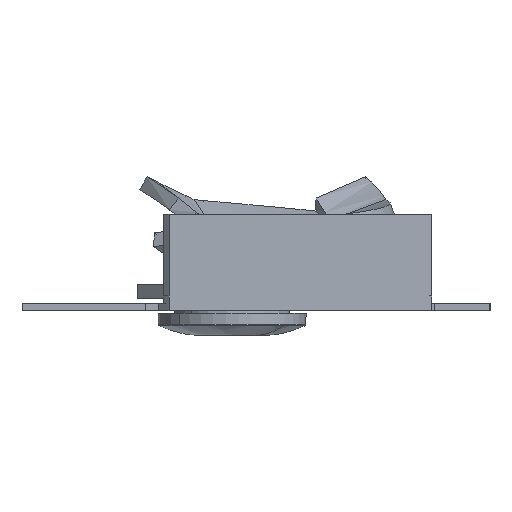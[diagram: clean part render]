
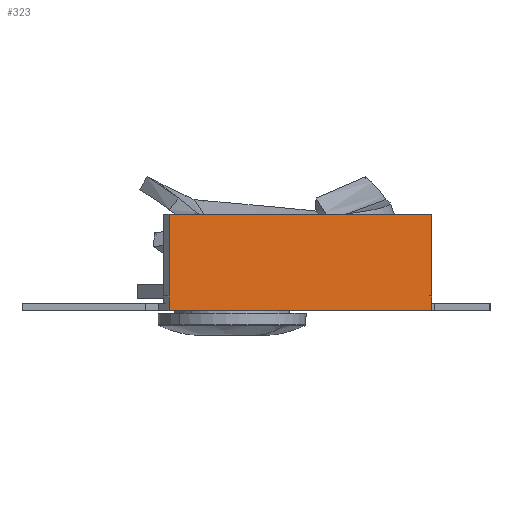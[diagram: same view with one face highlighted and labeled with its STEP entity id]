
A CAD part, left-side view. The second image highlights one B-rep face of the part: STEP entity #323.
In plain terms, the highlighted planar face has unit normal (-0.707, -0.707, 0).
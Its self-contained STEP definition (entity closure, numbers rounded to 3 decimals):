
#57 = VERTEX_POINT ( 'NONE', #2429 ) ;
#81 = DIRECTION ( 'NONE',  ( 0.707, -0.707, 0. ) ) ;
#217 = VERTEX_POINT ( 'NONE', #3698 ) ;
#323 = ADVANCED_FACE ( 'NONE', ( #469 ), #2509, .F. ) ;
#325 = CARTESIAN_POINT ( 'NONE',  ( -55.432, 7.854, -1. ) ) ;
#469 = FACE_OUTER_BOUND ( 'NONE', #3578, .T. ) ;
#566 = CARTESIAN_POINT ( 'NONE',  ( -55.432, 7.854, 1. ) ) ;
#639 = CARTESIAN_POINT ( 'NONE',  ( -55.432, 7.854, 12. ) ) ;
#664 = VERTEX_POINT ( 'NONE', #1450 ) ;
#904 = DIRECTION ( 'NONE',  ( 0.707, -0.707, 0. ) ) ;
#936 = CARTESIAN_POINT ( 'NONE',  ( -55.432, 7.854, 12. ) ) ;
#1137 = CARTESIAN_POINT ( 'NONE',  ( -90.787, 43.209, 12. ) ) ;
#1357 = LINE ( 'NONE', #2833, #2298 ) ;
#1450 = CARTESIAN_POINT ( 'NONE',  ( -90.787, 43.209, 12. ) ) ;
#1671 = VECTOR ( 'NONE', #2196, 1000. ) ;
#1691 = DIRECTION ( 'NONE',  ( 0., 0., -1. ) ) ;
#1741 = EDGE_CURVE ( 'NONE', #3934, #5141, #3531, .T. ) ;
#2022 = LINE ( 'NONE', #3189, #2228 ) ;
#2196 = DIRECTION ( 'NONE',  ( 0., 0., -1. ) ) ;
#2228 = VECTOR ( 'NONE', #3225, 1000. ) ;
#2298 = VECTOR ( 'NONE', #4508, 1000. ) ;
#2429 = CARTESIAN_POINT ( 'NONE',  ( -90.787, 43.209, -1. ) ) ;
#2430 = CARTESIAN_POINT ( 'NONE',  ( -69.36, 21.781, -1. ) ) ;
#2509 = PLANE ( 'NONE',  #2613 ) ;
#2613 = AXIS2_PLACEMENT_3D ( 'NONE', #3283, #4914, #904 ) ;
#2795 = DIRECTION ( 'NONE',  ( 0., 0., 1. ) ) ;
#2833 = CARTESIAN_POINT ( 'NONE',  ( -90.787, 43.209, 1. ) ) ;
#2892 = EDGE_CURVE ( 'NONE', #217, #664, #4463, .T. ) ;
#2938 = VECTOR ( 'NONE', #1691, 1000. ) ;
#3143 = ORIENTED_EDGE ( 'NONE', *, *, #2892, .F. ) ;
#3189 = CARTESIAN_POINT ( 'NONE',  ( -55.432, 7.854, 12. ) ) ;
#3194 = LINE ( 'NONE', #5000, #2938 ) ;
#3225 = DIRECTION ( 'NONE',  ( 0.707, -0.707, 0. ) ) ;
#3282 = EDGE_CURVE ( 'NONE', #3453, #3934, #3194, .T. ) ;
#3283 = CARTESIAN_POINT ( 'NONE',  ( -55.432, 7.854, 12. ) ) ;
#3427 = ORIENTED_EDGE ( 'NONE', *, *, #5184, .F. ) ;
#3453 = VERTEX_POINT ( 'NONE', #639 ) ;
#3509 = LINE ( 'NONE', #2430, #3696 ) ;
#3531 = LINE ( 'NONE', #936, #1671 ) ;
#3578 = EDGE_LOOP ( 'NONE', ( #3143, #3836, #4872, #4774, #4985, #3427 ) ) ;
#3696 = VECTOR ( 'NONE', #81, 1000. ) ;
#3698 = CARTESIAN_POINT ( 'NONE',  ( -90.787, 43.209, 1. ) ) ;
#3784 = VECTOR ( 'NONE', #2795, 1000. ) ;
#3836 = ORIENTED_EDGE ( 'NONE', *, *, #4829, .T. ) ;
#3934 = VERTEX_POINT ( 'NONE', #566 ) ;
#4463 = LINE ( 'NONE', #1137, #3784 ) ;
#4508 = DIRECTION ( 'NONE',  ( 0., 0., -1. ) ) ;
#4774 = ORIENTED_EDGE ( 'NONE', *, *, #1741, .F. ) ;
#4800 = EDGE_CURVE ( 'NONE', #57, #5141, #3509, .T. ) ;
#4829 = EDGE_CURVE ( 'NONE', #217, #57, #1357, .T. ) ;
#4872 = ORIENTED_EDGE ( 'NONE', *, *, #4800, .T. ) ;
#4914 = DIRECTION ( 'NONE',  ( 0.707, 0.707, 0. ) ) ;
#4985 = ORIENTED_EDGE ( 'NONE', *, *, #3282, .F. ) ;
#5000 = CARTESIAN_POINT ( 'NONE',  ( -55.432, 7.854, 0. ) ) ;
#5141 = VERTEX_POINT ( 'NONE', #325 ) ;
#5184 = EDGE_CURVE ( 'NONE', #664, #3453, #2022, .T. ) ;
